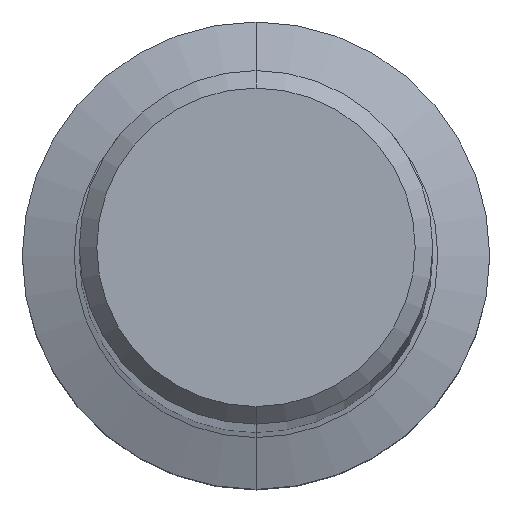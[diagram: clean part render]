
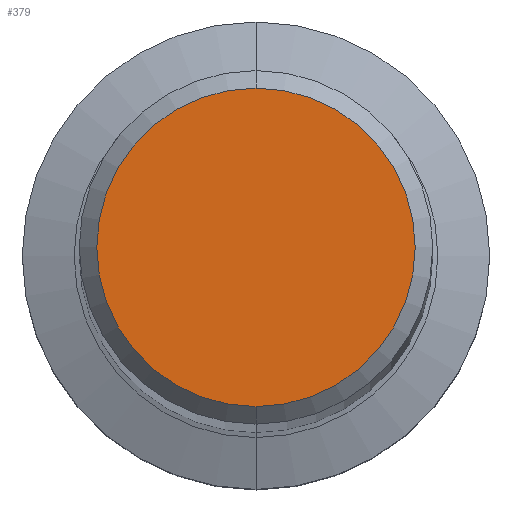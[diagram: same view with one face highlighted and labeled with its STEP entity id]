
A CAD part, top view. The second image highlights one B-rep face of the part: STEP entity #379.
In plain terms, the highlighted planar face has unit normal (0, 0, 1).
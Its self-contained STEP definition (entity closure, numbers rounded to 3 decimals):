
#309=VERTEX_POINT('',#674);
#329=VERTEX_POINT('',#699);
#335=EDGE_CURVE('',#329,#309,#706,.T.);
#379=ADVANCED_FACE('',(#752),#753,.T.);
#397=EDGE_CURVE('',#309,#329,#773,.T.);
#674=CARTESIAN_POINT('',(0.,-5.45,0.0));
#699=CARTESIAN_POINT('',(0.0,5.45,0.0));
#706=CIRCLE('',#1228,5.45);
#752=FACE_OUTER_BOUND('',#1364,.T.);
#753=PLANE('',#1365);
#773=CIRCLE('',#1389,5.45);
#1228=AXIS2_PLACEMENT_3D('',#1852,#1853,#1854);
#1364=EDGE_LOOP('',(#1884,#1885));
#1365=AXIS2_PLACEMENT_3D('',#1886,#1887,#1888);
#1389=AXIS2_PLACEMENT_3D('',#1914,#1915,#1916);
#1852=CARTESIAN_POINT('',(0.0,0.0,0.0));
#1853=DIRECTION('',(0.0,0.0,-1.0));
#1854=DIRECTION('',(0.0,1.0,0.0));
#1884=ORIENTED_EDGE('',*,*,#335,.F.);
#1885=ORIENTED_EDGE('',*,*,#397,.F.);
#1886=CARTESIAN_POINT('',(0.0,2.725,0.0));
#1887=DIRECTION('',(-0.0,0.0,1.0));
#1888=DIRECTION('',(0.0,-1.0,0.0));
#1914=CARTESIAN_POINT('',(0.0,0.0,0.0));
#1915=DIRECTION('',(0.0,0.0,-1.0));
#1916=DIRECTION('',(0.0,1.0,0.0));
